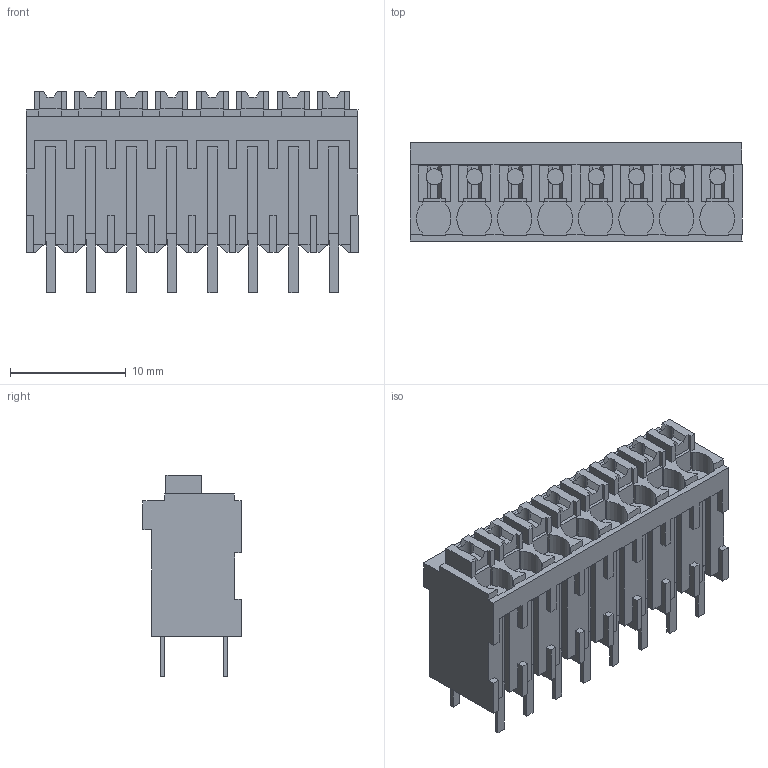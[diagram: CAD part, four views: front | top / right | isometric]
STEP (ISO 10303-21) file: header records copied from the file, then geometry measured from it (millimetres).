
FILE_DESCRIPTION(('CATIA V5 STEP Exchange','CAx-IF Rec.Pracs.--- Model Styling and Organization---1.2---2011-12-15'),'2;1');
FILE_NAME ('D1456832_0_1825700000_1825700000.stp','2018-03-20T06:20:01+00:00',('none'),('Weidmueller'),'CATIA Version 5-6 Release 2014','CATIA V5 STEP AP214','none');
FILE_SCHEMA(('AUTOMOTIVE_DESIGN { 1 0 10303 214 1 1 1 1 }'));
Length unit declared in the file: millimetre
Products named in the file (1): 1825700000
Bounding box: 28.7 x 8.5 x 17.42 mm (x, y, z)
Volume: 2268.5 mm3; surface area: 2671 mm2
Topology: 25 solids, 25 shells, 656 faces, 1881 edges, 1267 vertices
Faces by surface type: plane 624, cylinder 32
Entity records: 20829 total; most frequent: CARTESIAN_POINT 4113, ORIENTED_EDGE 3762, DIRECTION 2737, EDGE_CURVE 1881, VECTOR 1753, LINE 1753, VERTEX_POINT 1267, EDGE_LOOP 664
